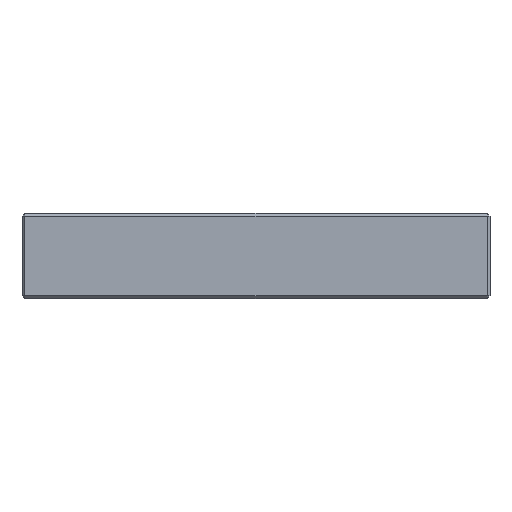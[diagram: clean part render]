
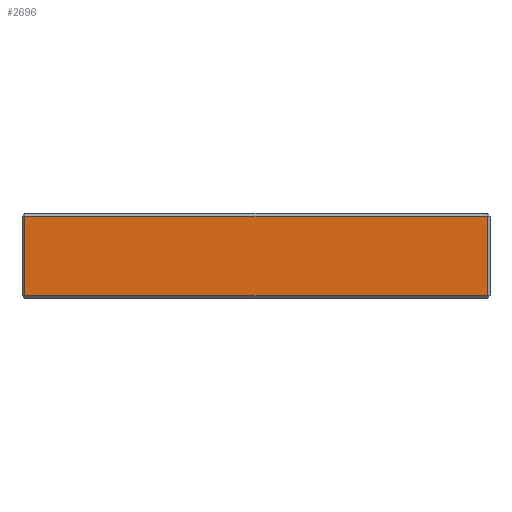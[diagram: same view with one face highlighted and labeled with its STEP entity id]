
A CAD part, front view. The second image highlights one B-rep face of the part: STEP entity #2696.
In plain terms, the highlighted planar face has unit normal (0, -1, 0).
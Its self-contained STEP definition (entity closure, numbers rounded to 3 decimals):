
#126=FACE_OUTER_BOUND('',#298,.T.);
#298=EDGE_LOOP('',(#1953,#1954,#1955,#1956));
#448=LINE('',#3797,#802);
#463=LINE('',#3829,#817);
#551=LINE('',#3998,#905);
#553=LINE('',#4001,#907);
#802=VECTOR('',#3054,10.);
#817=VECTOR('',#3081,10.);
#905=VECTOR('',#3239,10.);
#907=VECTOR('',#3243,10.);
#1139=VERTEX_POINT('',#3766);
#1149=VERTEX_POINT('',#3792);
#1152=VERTEX_POINT('',#3802);
#1158=VERTEX_POINT('',#3822);
#1370=EDGE_CURVE('',#1139,#1149,#448,.T.);
#1385=EDGE_CURVE('',#1158,#1152,#463,.T.);
#1473=EDGE_CURVE('',#1149,#1158,#551,.T.);
#1475=EDGE_CURVE('',#1152,#1139,#553,.T.);
#1953=ORIENTED_EDGE('',*,*,#1385,.F.);
#1954=ORIENTED_EDGE('',*,*,#1473,.F.);
#1955=ORIENTED_EDGE('',*,*,#1370,.F.);
#1956=ORIENTED_EDGE('',*,*,#1475,.F.);
#2536=PLANE('',#2882);
#2696=ADVANCED_FACE('',(#126),#2536,.T.);
#2882=AXIS2_PLACEMENT_3D('',#4036,#3282,#3283);
#3054=DIRECTION('',(0.,0.,1.));
#3081=DIRECTION('',(0.,0.,-1.));
#3239=DIRECTION('',(1.,0.,0.));
#3243=DIRECTION('',(-1.,0.,0.));
#3282=DIRECTION('center_axis',(0.,-1.,0.));
#3283=DIRECTION('ref_axis',(1.,0.,0.));
#3766=CARTESIAN_POINT('',(-53.5,-20.35,-1.5));
#3792=CARTESIAN_POINT('',(-53.5,-20.35,13.5));
#3797=CARTESIAN_POINT('',(-53.5,-20.35,12.));
#3802=CARTESIAN_POINT('',(33.5,-20.35,-1.5));
#3822=CARTESIAN_POINT('',(33.5,-20.35,13.5));
#3829=CARTESIAN_POINT('',(33.5,-20.35,12.));
#3998=CARTESIAN_POINT('',(-32.,-20.35,13.5));
#4001=CARTESIAN_POINT('',(-32.,-20.35,-1.5));
#4036=CARTESIAN_POINT('Origin',(-54.,-20.35,12.));
